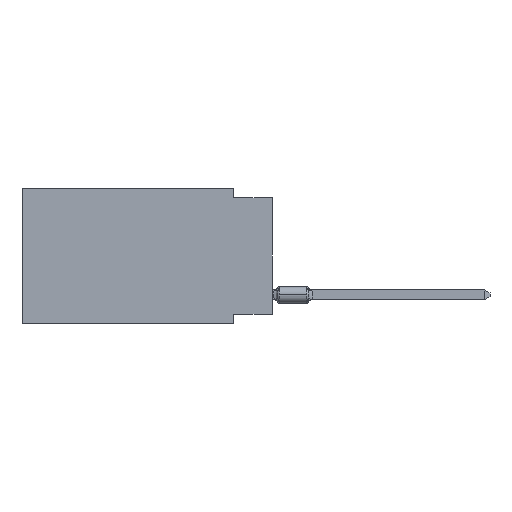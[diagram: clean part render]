
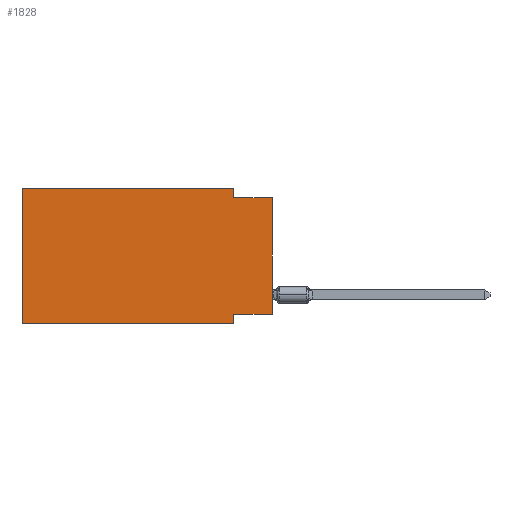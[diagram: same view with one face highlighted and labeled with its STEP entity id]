
A CAD part, left-side view. The second image highlights one B-rep face of the part: STEP entity #1828.
In plain terms, the highlighted planar face has unit normal (-1, 0, 0).
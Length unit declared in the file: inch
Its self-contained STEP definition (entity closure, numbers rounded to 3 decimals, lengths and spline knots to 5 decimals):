
#371 = LINE ( 'NONE', #4982, #11683 ) ;
#695 = VERTEX_POINT ( 'NONE', #6557 ) ;
#855 = CARTESIAN_POINT ( 'NONE',  ( 0., 0.645, 0. ) ) ;
#1011 = EDGE_CURVE ( 'NONE', #1791, #7850, #3189, .T. ) ;
#1430 = CARTESIAN_POINT ( 'NONE',  ( 0., 0., -0.025 ) ) ;
#1590 = DIRECTION ( 'NONE',  ( 0., 0., -1. ) ) ;
#1647 = CARTESIAN_POINT ( 'NONE',  ( 0., 0.645, -0.35 ) ) ;
#1729 = EDGE_CURVE ( 'NONE', #7850, #11416, #371, .T. ) ;
#1791 = VERTEX_POINT ( 'NONE', #14157 ) ;
#1828 = ADVANCED_FACE ( 'NONE', ( #5730 ), #9463, .F. ) ;
#2006 = EDGE_CURVE ( 'NONE', #695, #11416, #9508, .T. ) ;
#2058 = DIRECTION ( 'NONE',  ( 0., 0., -1. ) ) ;
#2203 = CARTESIAN_POINT ( 'NONE',  ( 0., 0.1, 0. ) ) ;
#2239 = ORIENTED_EDGE ( 'NONE', *, *, #1011, .F. ) ;
#2459 = DIRECTION ( 'NONE',  ( 1., 0., 0. ) ) ;
#2565 = LINE ( 'NONE', #2705, #7079 ) ;
#2705 = CARTESIAN_POINT ( 'NONE',  ( 0., 0.1, -0.35 ) ) ;
#2960 = ORIENTED_EDGE ( 'NONE', *, *, #2006, .T. ) ;
#2986 = LINE ( 'NONE', #5193, #7227 ) ;
#3095 = VECTOR ( 'NONE', #4244, 39.37008 ) ;
#3189 = LINE ( 'NONE', #2203, #12785 ) ;
#3659 = EDGE_CURVE ( 'NONE', #8420, #8803, #2565, .T. ) ;
#3742 = DIRECTION ( 'NONE',  ( 0., 0., -1. ) ) ;
#4244 = DIRECTION ( 'NONE',  ( 0., -1., 0. ) ) ;
#4314 = ORIENTED_EDGE ( 'NONE', *, *, #1729, .F. ) ;
#4600 = ORIENTED_EDGE ( 'NONE', *, *, #5424, .T. ) ;
#4670 = VERTEX_POINT ( 'NONE', #8770 ) ;
#4676 = EDGE_LOOP ( 'NONE', ( #2960, #4314, #2239, #6894, #8913, #4600, #13467, #9561 ) ) ;
#4982 = CARTESIAN_POINT ( 'NONE',  ( 0., 0., -0.025 ) ) ;
#5119 = VERTEX_POINT ( 'NONE', #8680 ) ;
#5193 = CARTESIAN_POINT ( 'NONE',  ( 0., 0., -0.325 ) ) ;
#5204 = LINE ( 'NONE', #1647, #14893 ) ;
#5424 = EDGE_CURVE ( 'NONE', #4670, #8803, #5204, .T. ) ;
#5730 = FACE_OUTER_BOUND ( 'NONE', #4676, .T. ) ;
#5924 = VECTOR ( 'NONE', #8920, 39.37008 ) ;
#6207 = DIRECTION ( 'NONE',  ( 0., -1., 0. ) ) ;
#6557 = CARTESIAN_POINT ( 'NONE',  ( 0., 0., -0.325 ) ) ;
#6563 = VECTOR ( 'NONE', #14358, 39.37008 ) ;
#6894 = ORIENTED_EDGE ( 'NONE', *, *, #13893, .F. ) ;
#7079 = VECTOR ( 'NONE', #1590, 39.37008 ) ;
#7227 = VECTOR ( 'NONE', #14473, 39.37008 ) ;
#7321 = EDGE_CURVE ( 'NONE', #4670, #5119, #14608, .T. ) ;
#7568 = CARTESIAN_POINT ( 'NONE',  ( 0., 0.1, -0.325 ) ) ;
#7631 = CARTESIAN_POINT ( 'NONE',  ( 0., 0.645, 0. ) ) ;
#7850 = VERTEX_POINT ( 'NONE', #12993 ) ;
#8322 = CARTESIAN_POINT ( 'NONE',  ( 0., 0.645, 0. ) ) ;
#8420 = VERTEX_POINT ( 'NONE', #7568 ) ;
#8680 = CARTESIAN_POINT ( 'NONE',  ( 0., 0.645, 0. ) ) ;
#8770 = CARTESIAN_POINT ( 'NONE',  ( 0., 0.645, -0.35 ) ) ;
#8803 = VERTEX_POINT ( 'NONE', #12323 ) ;
#8913 = ORIENTED_EDGE ( 'NONE', *, *, #7321, .F. ) ;
#8920 = DIRECTION ( 'NONE',  ( 0., 0., 1. ) ) ;
#8980 = LINE ( 'NONE', #855, #3095 ) ;
#9463 = PLANE ( 'NONE',  #10698 ) ;
#9508 = LINE ( 'NONE', #9732, #6563 ) ;
#9561 = ORIENTED_EDGE ( 'NONE', *, *, #13104, .F. ) ;
#9732 = CARTESIAN_POINT ( 'NONE',  ( 0., 0., 0. ) ) ;
#10003 = DIRECTION ( 'NONE',  ( 0., -1., 0. ) ) ;
#10698 = AXIS2_PLACEMENT_3D ( 'NONE', #8322, #2459, #3742 ) ;
#11416 = VERTEX_POINT ( 'NONE', #1430 ) ;
#11683 = VECTOR ( 'NONE', #6207, 39.37008 ) ;
#12323 = CARTESIAN_POINT ( 'NONE',  ( 0., 0.1, -0.35 ) ) ;
#12785 = VECTOR ( 'NONE', #2058, 39.37008 ) ;
#12993 = CARTESIAN_POINT ( 'NONE',  ( 0., 0.1, -0.025 ) ) ;
#13104 = EDGE_CURVE ( 'NONE', #695, #8420, #2986, .T. ) ;
#13467 = ORIENTED_EDGE ( 'NONE', *, *, #3659, .F. ) ;
#13893 = EDGE_CURVE ( 'NONE', #5119, #1791, #8980, .T. ) ;
#14157 = CARTESIAN_POINT ( 'NONE',  ( 0., 0.1, 0. ) ) ;
#14358 = DIRECTION ( 'NONE',  ( 0., 0., 1. ) ) ;
#14473 = DIRECTION ( 'NONE',  ( 0., 1., 0. ) ) ;
#14608 = LINE ( 'NONE', #7631, #5924 ) ;
#14893 = VECTOR ( 'NONE', #10003, 39.37008 ) ;
